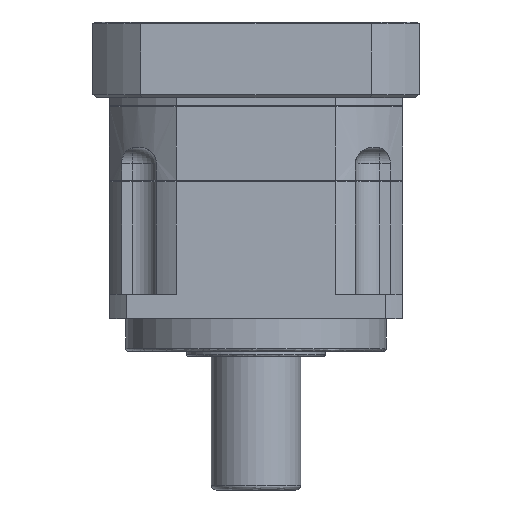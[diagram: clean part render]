
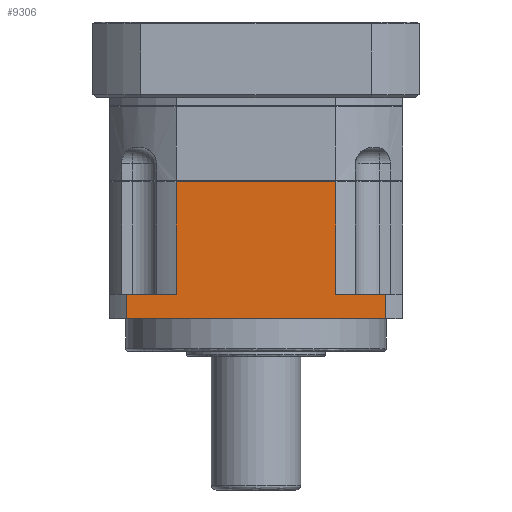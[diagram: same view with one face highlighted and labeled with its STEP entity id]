
A CAD part, front view. The second image highlights one B-rep face of the part: STEP entity #9306.
In plain terms, the highlighted planar face has unit normal (0, -1, 0).
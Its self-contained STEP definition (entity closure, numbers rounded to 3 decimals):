
#47 = DIRECTION ( 'NONE',  ( 1., 0., 0. ) ) ;
#268 = CARTESIAN_POINT ( 'NONE',  ( -49.054, -90., 120. ) ) ;
#424 = EDGE_CURVE ( 'NONE', #10041, #1619, #14501, .T. ) ;
#928 = VECTOR ( 'NONE', #17528, 1000. ) ;
#1019 = CARTESIAN_POINT ( 'NONE',  ( -79.373, -90., 105. ) ) ;
#1021 = VECTOR ( 'NONE', #47, 1000. ) ;
#1619 = VERTEX_POINT ( 'NONE', #9410 ) ;
#1791 = LINE ( 'NONE', #268, #5073 ) ;
#2357 = DIRECTION ( 'NONE',  ( -1., 0., 0. ) ) ;
#2735 = EDGE_CURVE ( 'NONE', #9003, #16597, #16437, .T. ) ;
#3302 = CARTESIAN_POINT ( 'NONE',  ( 79.373, -90., 120. ) ) ;
#3415 = VECTOR ( 'NONE', #9252, 1000. ) ;
#3441 = LINE ( 'NONE', #1019, #10388 ) ;
#3947 = LINE ( 'NONE', #9588, #10893 ) ;
#4280 = CARTESIAN_POINT ( 'NONE',  ( -79.373, -90., 120. ) ) ;
#4492 = CARTESIAN_POINT ( 'NONE',  ( -79.373, -90., 120. ) ) ;
#4657 = LINE ( 'NONE', #13304, #928 ) ;
#5073 = VECTOR ( 'NONE', #16902, 1000. ) ;
#5165 = CARTESIAN_POINT ( 'NONE',  ( -79.373, -90., 105. ) ) ;
#5173 = CARTESIAN_POINT ( 'NONE',  ( 0., -90., 189. ) ) ;
#5204 = ORIENTED_EDGE ( 'NONE', *, *, #14577, .F. ) ;
#5687 = VERTEX_POINT ( 'NONE', #9442 ) ;
#5896 = DIRECTION ( 'NONE',  ( -1., 0., 0. ) ) ;
#6232 = CARTESIAN_POINT ( 'NONE',  ( -79.373, -90., 120. ) ) ;
#7598 = EDGE_LOOP ( 'NONE', ( #5204, #10222, #8496, #9200, #7683, #12468, #17244, #9445 ) ) ;
#7683 = ORIENTED_EDGE ( 'NONE', *, *, #424, .F. ) ;
#8400 = CARTESIAN_POINT ( 'NONE',  ( -79.373, -90., 120. ) ) ;
#8496 = ORIENTED_EDGE ( 'NONE', *, *, #13427, .F. ) ;
#9003 = VERTEX_POINT ( 'NONE', #14177 ) ;
#9198 = VERTEX_POINT ( 'NONE', #9811 ) ;
#9200 = ORIENTED_EDGE ( 'NONE', *, *, #15460, .F. ) ;
#9252 = DIRECTION ( 'NONE',  ( 0., 0., -1. ) ) ;
#9306 = ADVANCED_FACE ( 'NONE', ( #14243 ), #14128, .F. ) ;
#9410 = CARTESIAN_POINT ( 'NONE',  ( 79.373, -90., 105. ) ) ;
#9442 = CARTESIAN_POINT ( 'NONE',  ( 49.054, -90., 120. ) ) ;
#9445 = ORIENTED_EDGE ( 'NONE', *, *, #2735, .T. ) ;
#9588 = CARTESIAN_POINT ( 'NONE',  ( -79.373, -90., 120. ) ) ;
#9811 = CARTESIAN_POINT ( 'NONE',  ( -49.054, -90., 120. ) ) ;
#10041 = VERTEX_POINT ( 'NONE', #14886 ) ;
#10222 = ORIENTED_EDGE ( 'NONE', *, *, #17708, .F. ) ;
#10388 = VECTOR ( 'NONE', #2357, 1000. ) ;
#10543 = LINE ( 'NONE', #4280, #14244 ) ;
#10893 = VECTOR ( 'NONE', #13713, 1000. ) ;
#11613 = VERTEX_POINT ( 'NONE', #5165 ) ;
#11674 = LINE ( 'NONE', #8400, #1021 ) ;
#12112 = CARTESIAN_POINT ( 'NONE',  ( -49.054, -90., 189. ) ) ;
#12148 = EDGE_CURVE ( 'NONE', #9003, #5687, #4657, .T. ) ;
#12441 = AXIS2_PLACEMENT_3D ( 'NONE', #4492, #14190, #5896 ) ;
#12468 = ORIENTED_EDGE ( 'NONE', *, *, #15629, .F. ) ;
#13190 = VECTOR ( 'NONE', #16230, 1000. ) ;
#13304 = CARTESIAN_POINT ( 'NONE',  ( 49.054, -90., 235.5 ) ) ;
#13427 = EDGE_CURVE ( 'NONE', #11613, #16979, #10543, .T. ) ;
#13713 = DIRECTION ( 'NONE',  ( 1., 0., 0. ) ) ;
#14128 = PLANE ( 'NONE',  #12441 ) ;
#14177 = CARTESIAN_POINT ( 'NONE',  ( 49.054, -90., 189. ) ) ;
#14190 = DIRECTION ( 'NONE',  ( 0., 1., 0. ) ) ;
#14243 = FACE_OUTER_BOUND ( 'NONE', #7598, .T. ) ;
#14244 = VECTOR ( 'NONE', #15359, 1000. ) ;
#14501 = LINE ( 'NONE', #3302, #3415 ) ;
#14577 = EDGE_CURVE ( 'NONE', #9198, #16597, #1791, .T. ) ;
#14886 = CARTESIAN_POINT ( 'NONE',  ( 79.373, -90., 120. ) ) ;
#15359 = DIRECTION ( 'NONE',  ( 0., 0., 1. ) ) ;
#15460 = EDGE_CURVE ( 'NONE', #1619, #11613, #3441, .T. ) ;
#15629 = EDGE_CURVE ( 'NONE', #5687, #10041, #11674, .T. ) ;
#16230 = DIRECTION ( 'NONE',  ( -1., 0., 0. ) ) ;
#16437 = LINE ( 'NONE', #5173, #13190 ) ;
#16597 = VERTEX_POINT ( 'NONE', #12112 ) ;
#16902 = DIRECTION ( 'NONE',  ( 0., 0., 1. ) ) ;
#16979 = VERTEX_POINT ( 'NONE', #6232 ) ;
#17244 = ORIENTED_EDGE ( 'NONE', *, *, #12148, .F. ) ;
#17528 = DIRECTION ( 'NONE',  ( 0., 0., -1. ) ) ;
#17708 = EDGE_CURVE ( 'NONE', #16979, #9198, #3947, .T. ) ;
